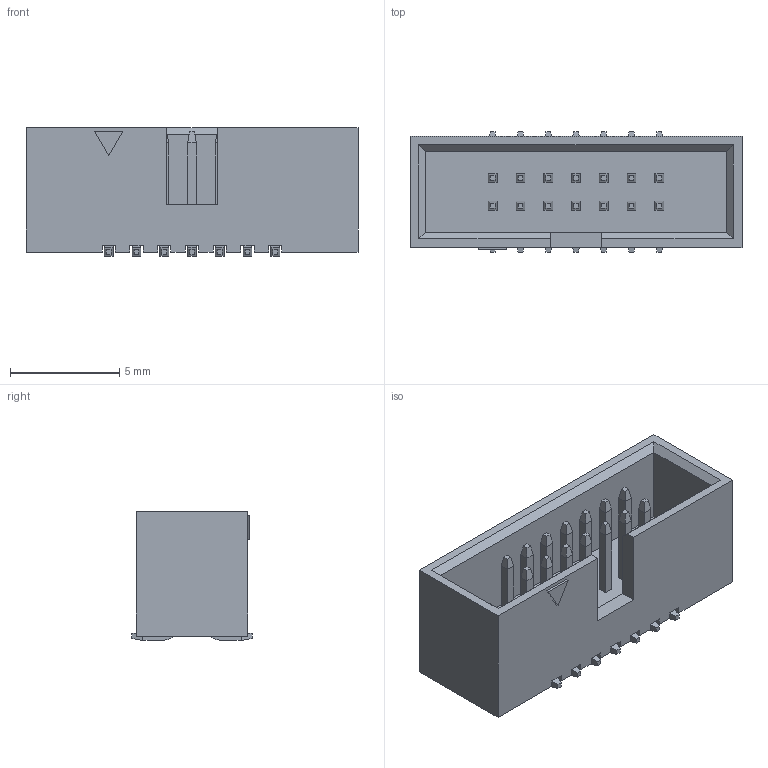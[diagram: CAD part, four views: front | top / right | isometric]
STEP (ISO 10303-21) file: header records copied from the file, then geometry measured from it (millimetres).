
FILE_DESCRIPTION (( 'STEP AP214' ), '1' );
FILE_NAME ('FAE8EDD2-C778-49ED-8A11-91546FC8AD06.STEP', '2023-02-18T07:01:06', ( '' ), ( '' ), 'SwSTEP 2.0', 'SolidWorks 2022', '' );
FILE_SCHEMA (( 'AUTOMOTIVE_DESIGN' ));
Length unit declared in the file: millimetre
Products named in the file (1): FAE8EDD2-C778-49ED-8A11-91546FC8AD06
Bounding box: 15.19 x 5.5 x 5.9 mm (x, y, z)
Volume: 241 mm3; surface area: 645.1 mm2
Topology: 1 solids, 1 shells, 331 faces, 784 edges, 484 vertices
Faces by surface type: plane 303, cylinder 28
Entity records: 12340 total; most frequent: CARTESIAN_POINT 1600, ORIENTED_EDGE 1568, DIRECTION 1504, EDGE_CURVE 784, VECTOR 728, LINE 728, VERTEX_POINT 484, AXIS2_PLACEMENT_3D 388
